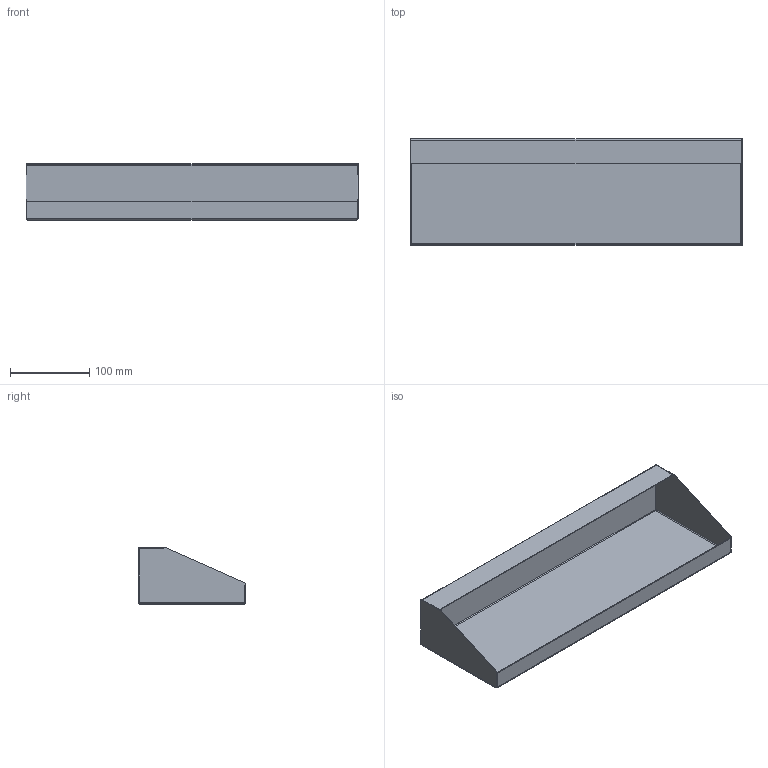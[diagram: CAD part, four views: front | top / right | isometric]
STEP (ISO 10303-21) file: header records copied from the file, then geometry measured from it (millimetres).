
FILE_DESCRIPTION(('FreeCAD Model'),'2;1');
FILE_NAME('Open CASCADE Shape Model','2023-01-17T20:45:59',(''),(''), 'Open CASCADE STEP processor 7.6','FreeCAD','Unknown');
FILE_SCHEMA(('AUTOMOTIVE_DESIGN { 1 0 10303 214 1 1 1 1 }'));
Length unit declared in the file: millimetre
Products named in the file (1): Body
Bounding box: 420 x 135 x 71 mm (x, y, z)
Volume: 121929.7 mm3; surface area: 245443.3 mm2
Topology: 1 solids, 1 shells, 56 faces, 122 edges, 68 vertices
Faces by surface type: plane 46, cylinder 10
Entity records: 1488 total; most frequent: DIRECTION 256, CARTESIAN_POINT 247, ORIENTED_EDGE 244, EDGE_CURVE 122, LINE 102, VECTOR 102, AXIS2_PLACEMENT_3D 77, VERTEX_POINT 68
